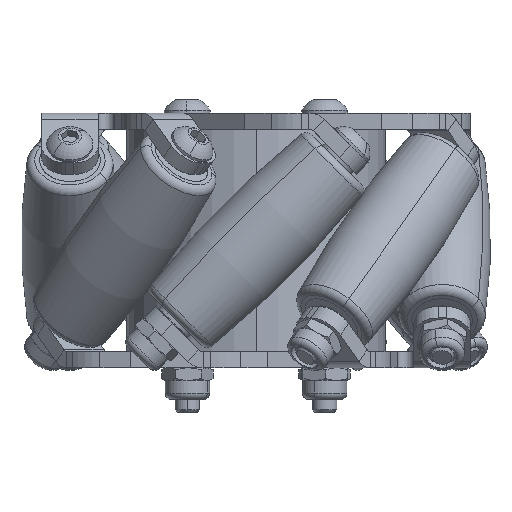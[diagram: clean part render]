
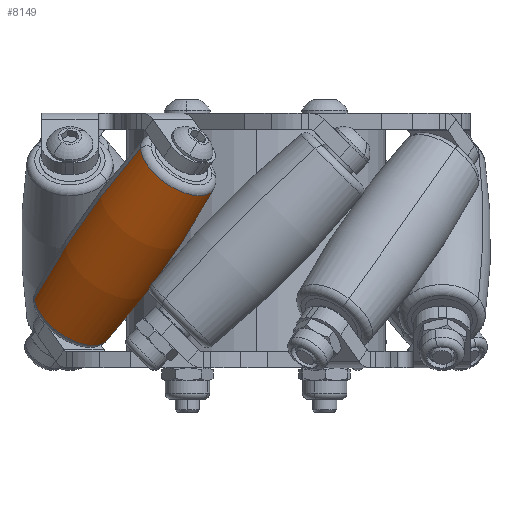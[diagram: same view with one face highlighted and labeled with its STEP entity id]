
A CAD part, left-side view. The second image highlights one B-rep face of the part: STEP entity #8149.
In plain terms, the highlighted toroidal (fillet/blend) face has major radius 125.042 mm and minor radius 131.042 mm.
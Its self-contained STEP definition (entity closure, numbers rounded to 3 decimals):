
#24 = EDGE_CURVE ( 'NONE', #6048, #879, #4916, .T. ) ;
#164 = DIRECTION ( 'NONE',  ( 0., -1., 0. ) ) ;
#179 = EDGE_CURVE ( 'NONE', #5337, #6048, #1047, .T. ) ;
#315 = DIRECTION ( 'NONE',  ( -1., 0., 0. ) ) ;
#643 = CARTESIAN_POINT ( 'NONE',  ( -13.1, 0., 0. ) ) ;
#683 = DIRECTION ( 'NONE',  ( -1., 0., 0. ) ) ;
#835 = CARTESIAN_POINT ( 'NONE',  ( 0., 0., 125.042 ) ) ;
#879 = VERTEX_POINT ( 'NONE', #6852 ) ;
#1047 = CIRCLE ( 'NONE', #5880, 5.344 ) ;
#1379 = CARTESIAN_POINT ( 'NONE',  ( 0., 0., 0. ) ) ;
#1597 = TOROIDAL_SURFACE ( 'NONE', #4769, -125.042, 131.042 ) ;
#1795 = ORIENTED_EDGE ( 'NONE', *, *, #24, .T. ) ;
#1827 = CARTESIAN_POINT ( 'NONE',  ( 13.1, 0., 0. ) ) ;
#2035 = DIRECTION ( 'NONE',  ( 0., 0., 1. ) ) ;
#2085 = EDGE_CURVE ( 'NONE', #5337, #3158, #7513, .T. ) ;
#2244 = ORIENTED_EDGE ( 'NONE', *, *, #179, .T. ) ;
#2949 = DIRECTION ( 'NONE',  ( 0., 0., 1. ) ) ;
#2966 = AXIS2_PLACEMENT_3D ( 'NONE', #3445, #164, #4226 ) ;
#3158 = VERTEX_POINT ( 'NONE', #6801 ) ;
#3426 = DIRECTION ( 'NONE',  ( 0., 0., 1. ) ) ;
#3445 = CARTESIAN_POINT ( 'NONE',  ( 0., 0., -125.042 ) ) ;
#3652 = CARTESIAN_POINT ( 'NONE',  ( 13.1, 0., 5.344 ) ) ;
#4009 = FACE_OUTER_BOUND ( 'NONE', #6396, .T. ) ;
#4049 = CIRCLE ( 'NONE', #7368, 5.344 ) ;
#4118 = DIRECTION ( 'NONE',  ( 0., 1., 0. ) ) ;
#4226 = DIRECTION ( 'NONE',  ( 0., 0., -1. ) ) ;
#4306 = ORIENTED_EDGE ( 'NONE', *, *, #2085, .F. ) ;
#4769 = AXIS2_PLACEMENT_3D ( 'NONE', #1379, #6127, #2035 ) ;
#4808 = CARTESIAN_POINT ( 'NONE',  ( 13.1, 0., -5.344 ) ) ;
#4916 = CIRCLE ( 'NONE', #6152, 131.042 ) ;
#5063 = ORIENTED_EDGE ( 'NONE', *, *, #6776, .F. ) ;
#5337 = VERTEX_POINT ( 'NONE', #3652 ) ;
#5880 = AXIS2_PLACEMENT_3D ( 'NONE', #1827, #315, #2949 ) ;
#6048 = VERTEX_POINT ( 'NONE', #4808 ) ;
#6127 = DIRECTION ( 'NONE',  ( -1., 0., 0. ) ) ;
#6152 = AXIS2_PLACEMENT_3D ( 'NONE', #835, #4118, #3426 ) ;
#6396 = EDGE_LOOP ( 'NONE', ( #2244, #1795, #5063, #4306 ) ) ;
#6776 = EDGE_CURVE ( 'NONE', #3158, #879, #4049, .T. ) ;
#6801 = CARTESIAN_POINT ( 'NONE',  ( -13.1, 0., 5.344 ) ) ;
#6852 = CARTESIAN_POINT ( 'NONE',  ( -13.1, 0., -5.344 ) ) ;
#7368 = AXIS2_PLACEMENT_3D ( 'NONE', #643, #683, #7376 ) ;
#7376 = DIRECTION ( 'NONE',  ( 0., 0., 1. ) ) ;
#7513 = CIRCLE ( 'NONE', #2966, 131.042 ) ;
#8149 = ADVANCED_FACE ( 'NONE', ( #4009 ), #1597, .T. ) ;
